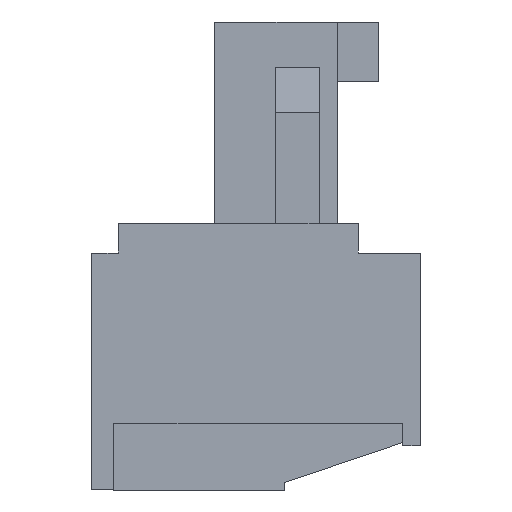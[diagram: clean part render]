
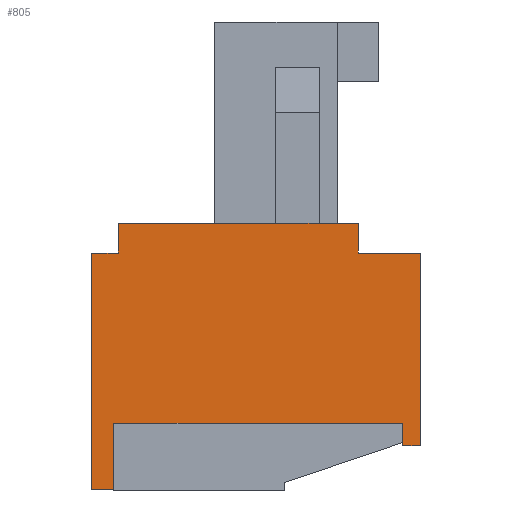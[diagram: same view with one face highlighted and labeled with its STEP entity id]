
A CAD part, left-side view. The second image highlights one B-rep face of the part: STEP entity #805.
In plain terms, the highlighted planar face has unit normal (-1, 0, 0).
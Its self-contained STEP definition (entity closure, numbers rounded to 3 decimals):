
#805 = ADVANCED_FACE( '', ( #1971 ), #1972, .F. );
#1971 = FACE_OUTER_BOUND( '', #3705, .T. );
#1972 = PLANE( '', #3706 );
#3705 = EDGE_LOOP( '', ( #5473, #5474, #5475, #5476, #5477, #5478, #5479, #5480, #5481, #5482, #5483, #5484 ) );
#3706 = AXIS2_PLACEMENT_3D( '', #5485, #5486, #5487 );
#5473 = ORIENTED_EDGE( '', *, *, #10298, .F. );
#5474 = ORIENTED_EDGE( '', *, *, #10342, .F. );
#5475 = ORIENTED_EDGE( '', *, *, #10343, .F. );
#5476 = ORIENTED_EDGE( '', *, *, #10344, .F. );
#5477 = ORIENTED_EDGE( '', *, *, #10345, .F. );
#5478 = ORIENTED_EDGE( '', *, *, #10346, .F. );
#5479 = ORIENTED_EDGE( '', *, *, #10347, .F. );
#5480 = ORIENTED_EDGE( '', *, *, #10348, .F. );
#5481 = ORIENTED_EDGE( '', *, *, #10349, .F. );
#5482 = ORIENTED_EDGE( '', *, *, #10350, .F. );
#5483 = ORIENTED_EDGE( '', *, *, #10351, .F. );
#5484 = ORIENTED_EDGE( '', *, *, #10352, .F. );
#5485 = CARTESIAN_POINT( '', ( -11.43, 0., 0. ) );
#5486 = DIRECTION( '', ( 1., 0., 0. ) );
#5487 = DIRECTION( '', ( 0., 0., -1. ) );
#10298 = EDGE_CURVE( '', #12214, #12216, #12217, .T. );
#10342 = EDGE_CURVE( '', #12295, #12214, #12296, .T. );
#10343 = EDGE_CURVE( '', #12297, #12295, #12298, .T. );
#10344 = EDGE_CURVE( '', #12299, #12297, #12300, .T. );
#10345 = EDGE_CURVE( '', #12301, #12299, #12302, .T. );
#10346 = EDGE_CURVE( '', #12303, #12301, #12304, .T. );
#10347 = EDGE_CURVE( '', #12305, #12303, #12306, .T. );
#10348 = EDGE_CURVE( '', #12307, #12305, #12308, .T. );
#10349 = EDGE_CURVE( '', #12309, #12307, #12310, .T. );
#10350 = EDGE_CURVE( '', #12311, #12309, #12312, .T. );
#10351 = EDGE_CURVE( '', #12313, #12311, #12314, .T. );
#10352 = EDGE_CURVE( '', #12216, #12313, #12315, .T. );
#12214 = VERTEX_POINT( '', #15056 );
#12216 = VERTEX_POINT( '', #15059 );
#12217 = LINE( '', #15060, #15061 );
#12295 = VERTEX_POINT( '', #15178 );
#12296 = LINE( '', #15179, #15180 );
#12297 = VERTEX_POINT( '', #15181 );
#12298 = LINE( '', #15182, #15183 );
#12299 = VERTEX_POINT( '', #15184 );
#12300 = LINE( '', #15185, #15186 );
#12301 = VERTEX_POINT( '', #15187 );
#12302 = LINE( '', #15188, #15189 );
#12303 = VERTEX_POINT( '', #15190 );
#12304 = LINE( '', #15191, #15192 );
#12305 = VERTEX_POINT( '', #15193 );
#12306 = LINE( '', #15194, #15195 );
#12307 = VERTEX_POINT( '', #15196 );
#12308 = LINE( '', #15197, #15198 );
#12309 = VERTEX_POINT( '', #15199 );
#12310 = LINE( '', #15200, #15201 );
#12311 = VERTEX_POINT( '', #15202 );
#12312 = LINE( '', #15203, #15204 );
#12313 = VERTEX_POINT( '', #15205 );
#12314 = LINE( '', #15206, #15207 );
#12315 = LINE( '', #15208, #15209 );
#15056 = CARTESIAN_POINT( '', ( -11.43, -4.05, 4. ) );
#15059 = CARTESIAN_POINT( '', ( -11.43, -6.15, 4. ) );
#15060 = CARTESIAN_POINT( '', ( -11.43, -4.05, 4. ) );
#15061 = VECTOR( '', #19186, 1000. );
#15178 = CARTESIAN_POINT( '', ( -11.43, -4.05, 5. ) );
#15179 = CARTESIAN_POINT( '', ( -11.43, -4.05, 5. ) );
#15180 = VECTOR( '', #19228, 1000. );
#15181 = CARTESIAN_POINT( '', ( -11.43, 4.05, 5. ) );
#15182 = CARTESIAN_POINT( '', ( -11.43, 4.05, 5. ) );
#15183 = VECTOR( '', #19229, 1000. );
#15184 = CARTESIAN_POINT( '', ( -11.43, 4.05, 4. ) );
#15185 = CARTESIAN_POINT( '', ( -11.43, 4.05, 4. ) );
#15186 = VECTOR( '', #19230, 1000. );
#15187 = CARTESIAN_POINT( '', ( -11.43, 4.95, 4. ) );
#15188 = CARTESIAN_POINT( '', ( -11.43, 4.95, 4. ) );
#15189 = VECTOR( '', #19231, 1000. );
#15190 = CARTESIAN_POINT( '', ( -11.43, 4.95, -4. ) );
#15191 = CARTESIAN_POINT( '', ( -11.43, 4.95, -4. ) );
#15192 = VECTOR( '', #19232, 1000. );
#15193 = CARTESIAN_POINT( '', ( -11.43, 4.2, -4. ) );
#15194 = CARTESIAN_POINT( '', ( -11.43, 4.2, -4. ) );
#15195 = VECTOR( '', #19233, 1000. );
#15196 = CARTESIAN_POINT( '', ( -11.43, 4.2, -1.75 ) );
#15197 = CARTESIAN_POINT( '', ( -11.43, 4.2, -1.75 ) );
#15198 = VECTOR( '', #19234, 1000. );
#15199 = CARTESIAN_POINT( '', ( -11.43, -5.55, -1.75 ) );
#15200 = CARTESIAN_POINT( '', ( -11.43, -5.55, -1.75 ) );
#15201 = VECTOR( '', #19235, 1000. );
#15202 = CARTESIAN_POINT( '', ( -11.43, -5.55, -2.5 ) );
#15203 = CARTESIAN_POINT( '', ( -11.43, -5.55, -2.5 ) );
#15204 = VECTOR( '', #19236, 1000. );
#15205 = CARTESIAN_POINT( '', ( -11.43, -6.15, -2.5 ) );
#15206 = CARTESIAN_POINT( '', ( -11.43, -6.15, -2.5 ) );
#15207 = VECTOR( '', #19237, 1000. );
#15208 = CARTESIAN_POINT( '', ( -11.43, -6.15, 4. ) );
#15209 = VECTOR( '', #19238, 1000. );
#19186 = DIRECTION( '', ( 0., -1., 0. ) );
#19228 = DIRECTION( '', ( 0., 0., -1. ) );
#19229 = DIRECTION( '', ( 0., -1., 0. ) );
#19230 = DIRECTION( '', ( 0., 0., 1. ) );
#19231 = DIRECTION( '', ( 0., -1., 0. ) );
#19232 = DIRECTION( '', ( 0., 0., 1. ) );
#19233 = DIRECTION( '', ( 0., 1., 0. ) );
#19234 = DIRECTION( '', ( 0., 0., -1. ) );
#19235 = DIRECTION( '', ( 0., 1., 0. ) );
#19236 = DIRECTION( '', ( 0., 0., 1. ) );
#19237 = DIRECTION( '', ( 0., 1., 0. ) );
#19238 = DIRECTION( '', ( 0., 0., -1. ) );
